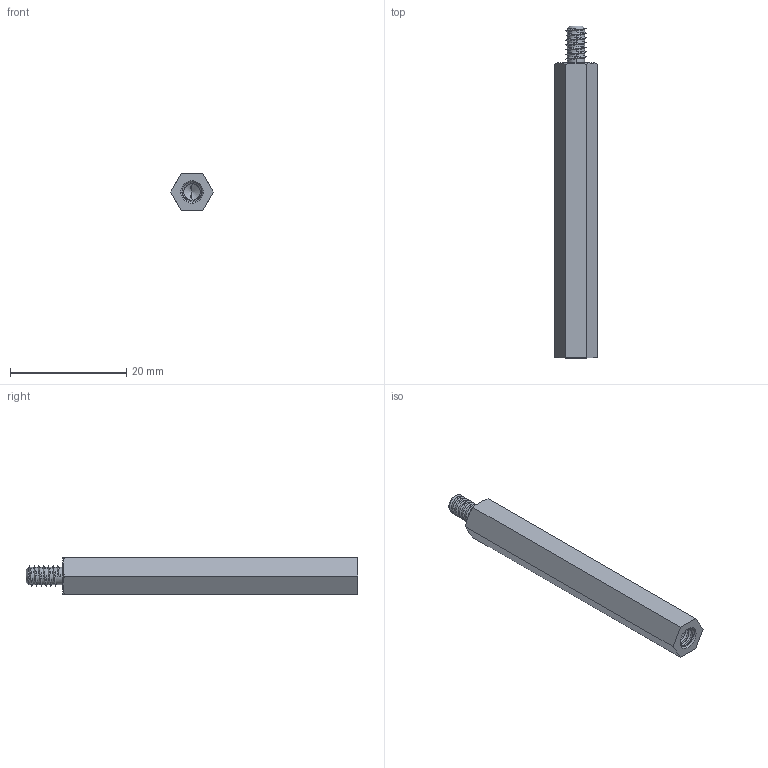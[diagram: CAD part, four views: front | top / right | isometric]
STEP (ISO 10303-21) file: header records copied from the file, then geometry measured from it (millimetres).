
FILE_DESCRIPTION (( 'STEP AP214' ), '1' );
FILE_NAME ('8425.STEP', '2012-10-09T13:26:28', ( 'Richard Maletta' ), ( '' ), 'SwSTEP 2.0', 'SolidWorks 2009', '' );
FILE_SCHEMA (( 'AUTOMOTIVE_DESIGN' ));
Length unit declared in the file: inch
Products named in the file (1): 8425
Bounding box: 7.33 x 57.15 x 6.35 mm (x, y, z)
Volume: 1470.2 mm3; surface area: 1756.2 mm2
Topology: 1 solids, 1 shells, 67 faces, 184 edges, 120 vertices
Faces by surface type: cylinder 40, plane 15, cone 8, bspline 4
Entity records: 3783 total; most frequent: CARTESIAN_POINT 2298, ORIENTED_EDGE 364, DIRECTION 243, EDGE_CURVE 182, VERTEX_POINT 120, AXIS2_PLACEMENT_3D 87, EDGE_LOOP 70, VECTOR 69
